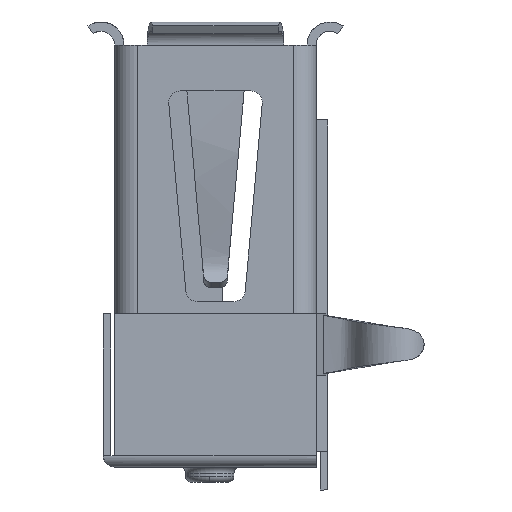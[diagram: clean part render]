
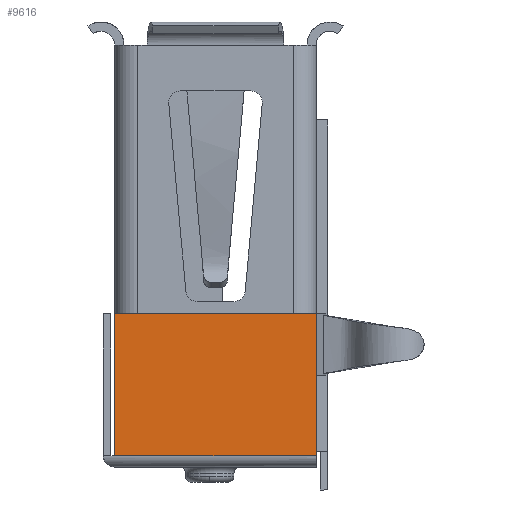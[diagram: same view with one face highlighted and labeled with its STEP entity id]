
A CAD part, left-side view. The second image highlights one B-rep face of the part: STEP entity #9616.
In plain terms, the highlighted planar face has unit normal (-1, 0, 0).
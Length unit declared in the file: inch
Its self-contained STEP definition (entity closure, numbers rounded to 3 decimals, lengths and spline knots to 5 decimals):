
#1394 = LINE ( 'NONE', #10457, #6069 ) ;
#3971 = VERTEX_POINT ( 'NONE', #6564 ) ;
#4118 = CARTESIAN_POINT ( 'NONE',  ( -0.277, 0.015, -0.341 ) ) ;
#4275 = CARTESIAN_POINT ( 'NONE',  ( -0.277, 0.293, -0.526 ) ) ;
#4672 = VECTOR ( 'NONE', #13013, 39.37008 ) ;
#5852 = ORIENTED_EDGE ( 'NONE', *, *, #17204, .T. ) ;
#6069 = VECTOR ( 'NONE', #10078, 39.37008 ) ;
#6077 = DIRECTION ( 'NONE',  ( 0., 0., -1. ) ) ;
#6564 = CARTESIAN_POINT ( 'NONE',  ( -0.277, 0.278, -0.526 ) ) ;
#6913 = EDGE_CURVE ( 'NONE', #11010, #7663, #13771, .T. ) ;
#7397 = ORIENTED_EDGE ( 'NONE', *, *, #11762, .T. ) ;
#7435 = VERTEX_POINT ( 'NONE', #9590 ) ;
#7525 = LINE ( 'NONE', #10536, #13337 ) ;
#7663 = VERTEX_POINT ( 'NONE', #4118 ) ;
#7956 = CARTESIAN_POINT ( 'NONE',  ( -0.277, 0.015, -0.541 ) ) ;
#9259 = DIRECTION ( 'NONE',  ( 0., 0., -1. ) ) ;
#9590 = CARTESIAN_POINT ( 'NONE',  ( -0.277, 0.278, -0.341 ) ) ;
#9616 = ADVANCED_FACE ( 'NONE', ( #17897 ), #13603, .F. ) ;
#10007 = VECTOR ( 'NONE', #12329, 39.37008 ) ;
#10078 = DIRECTION ( 'NONE',  ( 0., 1., 0. ) ) ;
#10457 = CARTESIAN_POINT ( 'NONE',  ( -0.277, 0.293, -0.341 ) ) ;
#10536 = CARTESIAN_POINT ( 'NONE',  ( -0.277, 0.278, -0.341 ) ) ;
#10908 = DIRECTION ( 'NONE',  ( 1., 0., 0. ) ) ;
#11010 = VERTEX_POINT ( 'NONE', #14091 ) ;
#11762 = EDGE_CURVE ( 'NONE', #7663, #7435, #1394, .T. ) ;
#12200 = AXIS2_PLACEMENT_3D ( 'NONE', #16623, #10908, #9259 ) ;
#12329 = DIRECTION ( 'NONE',  ( 0., 0., 1. ) ) ;
#13013 = DIRECTION ( 'NONE',  ( 0., -1., 0. ) ) ;
#13080 = ORIENTED_EDGE ( 'NONE', *, *, #17475, .T. ) ;
#13337 = VECTOR ( 'NONE', #6077, 39.37008 ) ;
#13603 = PLANE ( 'NONE',  #12200 ) ;
#13771 = LINE ( 'NONE', #7956, #10007 ) ;
#14091 = CARTESIAN_POINT ( 'NONE',  ( -0.277, 0.015, -0.526 ) ) ;
#16282 = ORIENTED_EDGE ( 'NONE', *, *, #6913, .T. ) ;
#16623 = CARTESIAN_POINT ( 'NONE',  ( -0.277, 0.293, -0.541 ) ) ;
#17204 = EDGE_CURVE ( 'NONE', #3971, #11010, #17594, .T. ) ;
#17475 = EDGE_CURVE ( 'NONE', #7435, #3971, #7525, .T. ) ;
#17594 = LINE ( 'NONE', #4275, #4672 ) ;
#17897 = FACE_OUTER_BOUND ( 'NONE', #18102, .T. ) ;
#18102 = EDGE_LOOP ( 'NONE', ( #5852, #16282, #7397, #13080 ) ) ;
